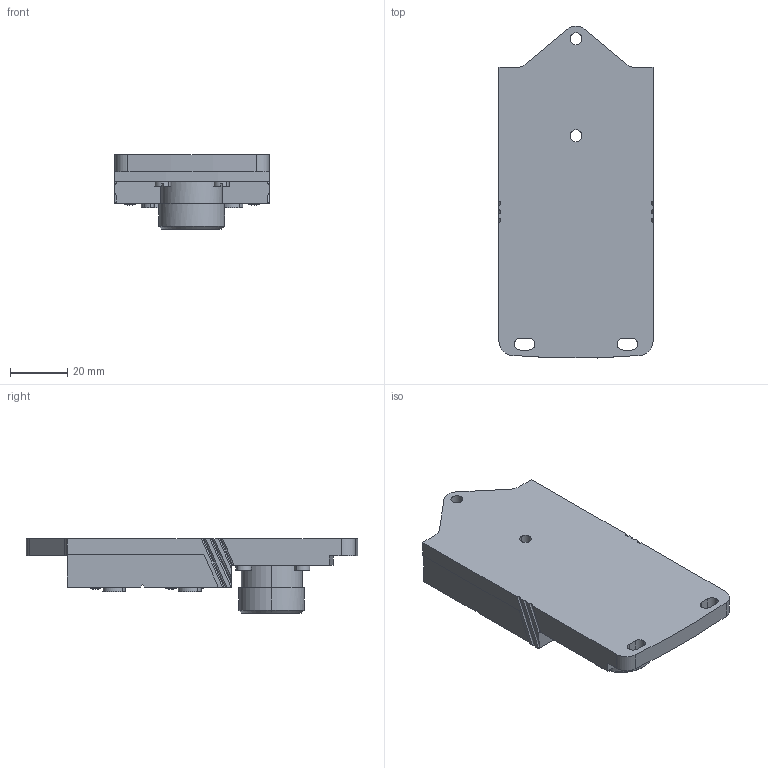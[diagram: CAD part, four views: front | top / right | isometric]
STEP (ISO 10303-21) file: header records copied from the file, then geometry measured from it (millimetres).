
FILE_DESCRIPTION((''),'2;1');
FILE_NAME('1692404-403770','2012-01-05T',('dhelisch'),(''),'PRO/ENGINEER BY PARAMETRIC TECHNOLOGY CORPORATION, 2007250','PRO/ENGINEER BY PARAMETRIC TECHNOLOGY CORPORATION, 2007250','');
FILE_SCHEMA(('CONFIG_CONTROL_DESIGN'));
Length unit declared in the file: millimetre
Products named in the file (1): 1692404-403770
Bounding box: 54 x 116.39 x 26.11 mm (x, y, z)
Volume: 76408.5 mm3; surface area: 20972 mm2
Topology: 1 solids, 1 shells, 863 faces, 2638 edges, 1842 vertices
Faces by surface type: plane 622, cylinder 149, sphere 42, cone 26, bspline 24
Entity records: 40901 total; most frequent: CARTESIAN_POINT 6062, ORIENTED_EDGE 5192, DIRECTION 4702, PRESENTATION_STYLE_ASSIGNMENT 2844, STYLED_ITEM 2597, CURVE_STYLE 2596, EDGE_CURVE 2596, VECTOR 2096
